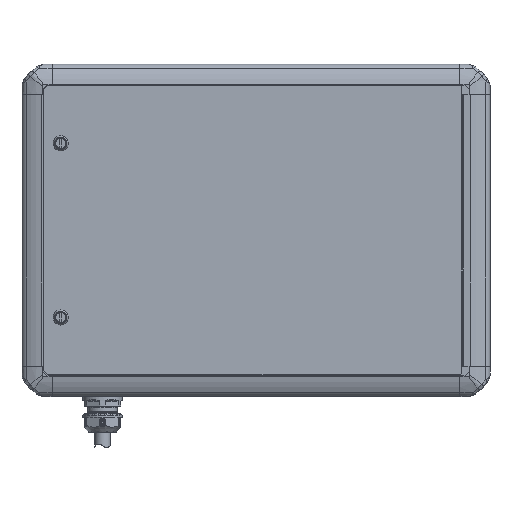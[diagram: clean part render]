
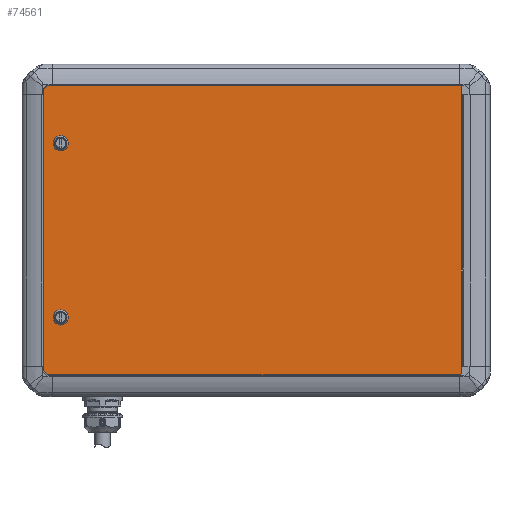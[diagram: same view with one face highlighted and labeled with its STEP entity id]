
A CAD part, top view. The second image highlights one B-rep face of the part: STEP entity #74561.
In plain terms, the highlighted planar face has unit normal (0, 0, 1).
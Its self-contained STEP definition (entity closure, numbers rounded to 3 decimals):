
#1414 = EDGE_CURVE ( 'NONE', #41869, #30988, #108613, .T. ) ;
#1913 = CARTESIAN_POINT ( 'NONE',  ( -203.5, -143.5, 2. ) ) ;
#2096 = ORIENTED_EDGE ( 'NONE', *, *, #87326, .T. ) ;
#2447 = VECTOR ( 'NONE', #46439, 1000. ) ;
#3132 = CARTESIAN_POINT ( 'NONE',  ( 207.5, 143.5, 2. ) ) ;
#5987 = DIRECTION ( 'NONE',  ( 0., 1., 0. ) ) ;
#6926 = EDGE_CURVE ( 'NONE', #33735, #87078, #107599, .T. ) ;
#13513 = CARTESIAN_POINT ( 'NONE',  ( -203.5, 143.5, 2. ) ) ;
#13766 = FACE_BOUND ( 'NONE', #107263, .T. ) ;
#14301 = DIRECTION ( 'NONE',  ( -1., 0., 0. ) ) ;
#16161 = CARTESIAN_POINT ( 'NONE',  ( -207.5, 139.5, 2. ) ) ;
#16468 = LINE ( 'NONE', #66025, #65169 ) ;
#16603 = DIRECTION ( 'NONE',  ( -0.707, -0.707, 0. ) ) ;
#19187 = VERTEX_POINT ( 'NONE', #42833 ) ;
#19787 = AXIS2_PLACEMENT_3D ( 'NONE', #26738, #61206, #85162 ) ;
#20930 = CARTESIAN_POINT ( 'NONE',  ( -190.5, 86.5, 2. ) ) ;
#22476 = ORIENTED_EDGE ( 'NONE', *, *, #80799, .F. ) ;
#23219 = CARTESIAN_POINT ( 'NONE',  ( 206.5, -143.5, 2. ) ) ;
#26738 = CARTESIAN_POINT ( 'NONE',  ( -190.5, -86.5, 2. ) ) ;
#27504 = DIRECTION ( 'NONE',  ( 0., 0., 1. ) ) ;
#27646 = AXIS2_PLACEMENT_3D ( 'NONE', #56635, #90572, #5987 ) ;
#28738 = DIRECTION ( 'NONE',  ( 0., 1., 0. ) ) ;
#30988 = VERTEX_POINT ( 'NONE', #76386 ) ;
#31571 = DIRECTION ( 'NONE',  ( 1., 0., 0. ) ) ;
#32665 = PLANE ( 'NONE',  #70064 ) ;
#32947 = DIRECTION ( 'NONE',  ( 0.707, 0.707, 0. ) ) ;
#33735 = VERTEX_POINT ( 'NONE', #52737 ) ;
#34028 = EDGE_CURVE ( 'NONE', #30988, #98374, #16468, .T. ) ;
#34347 = LINE ( 'NONE', #3132, #35249 ) ;
#34395 = CARTESIAN_POINT ( 'NONE',  ( -349., -2., 2. ) ) ;
#35249 = VECTOR ( 'NONE', #54896, 1000. ) ;
#35307 = VECTOR ( 'NONE', #32947, 1000. ) ;
#36678 = EDGE_CURVE ( 'NONE', #98374, #57136, #69455, .T. ) ;
#36819 = AXIS2_PLACEMENT_3D ( 'NONE', #20930, #71018, #28738 ) ;
#36866 = VECTOR ( 'NONE', #81415, 1000. ) ;
#38636 = ORIENTED_EDGE ( 'NONE', *, *, #1414, .T. ) ;
#39387 = EDGE_LOOP ( 'NONE', ( #22476, #72952 ) ) ;
#39590 = ORIENTED_EDGE ( 'NONE', *, *, #79818, .F. ) ;
#39676 = CARTESIAN_POINT ( 'NONE',  ( 143., 207., 2. ) ) ;
#41389 = EDGE_CURVE ( 'NONE', #48073, #19187, #97871, .T. ) ;
#41869 = VERTEX_POINT ( 'NONE', #76419 ) ;
#42833 = CARTESIAN_POINT ( 'NONE',  ( -190.5, -79., 2. ) ) ;
#46439 = DIRECTION ( 'NONE',  ( 0.707, -0.707, 0. ) ) ;
#48073 = VERTEX_POINT ( 'NONE', #98153 ) ;
#50638 = ORIENTED_EDGE ( 'NONE', *, *, #51818, .T. ) ;
#51224 = VECTOR ( 'NONE', #16603, 1000. ) ;
#51818 = EDGE_CURVE ( 'NONE', #57136, #33735, #56589, .T. ) ;
#52737 = CARTESIAN_POINT ( 'NONE',  ( -207.5, -139.5, 2. ) ) ;
#53423 = CARTESIAN_POINT ( 'NONE',  ( -207.5, -143.5, 2. ) ) ;
#54896 = DIRECTION ( 'NONE',  ( 0., 1., 0. ) ) ;
#55290 = ORIENTED_EDGE ( 'NONE', *, *, #34028, .T. ) ;
#56589 = LINE ( 'NONE', #72185, #97602 ) ;
#56635 = CARTESIAN_POINT ( 'NONE',  ( -190.5, -86.5, 2. ) ) ;
#57136 = VERTEX_POINT ( 'NONE', #16161 ) ;
#58452 = VERTEX_POINT ( 'NONE', #107567 ) ;
#60665 = CARTESIAN_POINT ( 'NONE',  ( 207.5, -142.5, 2. ) ) ;
#60878 = CARTESIAN_POINT ( 'NONE',  ( -190.5, 86.5, 2. ) ) ;
#61206 = DIRECTION ( 'NONE',  ( 0., 0., 1. ) ) ;
#61431 = DIRECTION ( 'NONE',  ( 0., 1., 0. ) ) ;
#63276 = DIRECTION ( 'NONE',  ( 0., -1., 0. ) ) ;
#65169 = VECTOR ( 'NONE', #14301, 1000. ) ;
#66025 = CARTESIAN_POINT ( 'NONE',  ( -207.5, 143.5, 2. ) ) ;
#66587 = CARTESIAN_POINT ( 'NONE',  ( -207.5, -143.5, 2. ) ) ;
#67622 = EDGE_CURVE ( 'NONE', #58452, #82398, #79460, .T. ) ;
#68545 = CIRCLE ( 'NONE', #27646, 7.5 ) ;
#68726 = EDGE_LOOP ( 'NONE', ( #50638, #94540, #2096, #79508, #69576, #38636, #55290, #72566 ) ) ;
#69025 = LINE ( 'NONE', #53423, #103056 ) ;
#69455 = LINE ( 'NONE', #34395, #51224 ) ;
#69576 = ORIENTED_EDGE ( 'NONE', *, *, #83926, .T. ) ;
#70064 = AXIS2_PLACEMENT_3D ( 'NONE', #66587, #100514, #31571 ) ;
#71018 = DIRECTION ( 'NONE',  ( 0., 0., 1. ) ) ;
#71180 = ORIENTED_EDGE ( 'NONE', *, *, #41389, .F. ) ;
#72185 = CARTESIAN_POINT ( 'NONE',  ( -207.5, 143.5, 2. ) ) ;
#72566 = ORIENTED_EDGE ( 'NONE', *, *, #36678, .T. ) ;
#72952 = ORIENTED_EDGE ( 'NONE', *, *, #67622, .F. ) ;
#74561 = ADVANCED_FACE ( 'NONE', ( #107764, #74952, #13766 ), #32665, .T. ) ;
#74952 = FACE_OUTER_BOUND ( 'NONE', #68726, .T. ) ;
#76386 = CARTESIAN_POINT ( 'NONE',  ( 206.5, 143.5, 2. ) ) ;
#76419 = CARTESIAN_POINT ( 'NONE',  ( 207.5, 142.5, 2. ) ) ;
#79460 = CIRCLE ( 'NONE', #36819, 7.5 ) ;
#79508 = ORIENTED_EDGE ( 'NONE', *, *, #107161, .T. ) ;
#79818 = EDGE_CURVE ( 'NONE', #19187, #48073, #68545, .T. ) ;
#80799 = EDGE_CURVE ( 'NONE', #82398, #58452, #82932, .T. ) ;
#81415 = DIRECTION ( 'NONE',  ( -0.707, 0.707, 0. ) ) ;
#82398 = VERTEX_POINT ( 'NONE', #96479 ) ;
#82932 = CIRCLE ( 'NONE', #95374, 7.5 ) ;
#83926 = EDGE_CURVE ( 'NONE', #87198, #41869, #34347, .T. ) ;
#85162 = DIRECTION ( 'NONE',  ( 0., 1., 0. ) ) ;
#87078 = VERTEX_POINT ( 'NONE', #1913 ) ;
#87198 = VERTEX_POINT ( 'NONE', #60665 ) ;
#87326 = EDGE_CURVE ( 'NONE', #87078, #106618, #69025, .T. ) ;
#88727 = CARTESIAN_POINT ( 'NONE',  ( -205.5, -141.5, 2. ) ) ;
#90572 = DIRECTION ( 'NONE',  ( 0., 0., 1. ) ) ;
#94540 = ORIENTED_EDGE ( 'NONE', *, *, #6926, .T. ) ;
#95374 = AXIS2_PLACEMENT_3D ( 'NONE', #60878, #27504, #61431 ) ;
#96479 = CARTESIAN_POINT ( 'NONE',  ( -190.5, 94., 2. ) ) ;
#97602 = VECTOR ( 'NONE', #63276, 1000. ) ;
#97871 = CIRCLE ( 'NONE', #19787, 7.5 ) ;
#98153 = CARTESIAN_POINT ( 'NONE',  ( -190.5, -94., 2. ) ) ;
#98374 = VERTEX_POINT ( 'NONE', #13513 ) ;
#100242 = CARTESIAN_POINT ( 'NONE',  ( -0.5, -350.5, 2. ) ) ;
#100514 = DIRECTION ( 'NONE',  ( 0., 0., 1. ) ) ;
#102932 = DIRECTION ( 'NONE',  ( 1., 0., 0. ) ) ;
#103056 = VECTOR ( 'NONE', #102932, 1000. ) ;
#106618 = VERTEX_POINT ( 'NONE', #23219 ) ;
#107161 = EDGE_CURVE ( 'NONE', #106618, #87198, #108037, .T. ) ;
#107263 = EDGE_LOOP ( 'NONE', ( #39590, #71180 ) ) ;
#107567 = CARTESIAN_POINT ( 'NONE',  ( -190.5, 79., 2. ) ) ;
#107599 = LINE ( 'NONE', #88727, #2447 ) ;
#107764 = FACE_BOUND ( 'NONE', #39387, .T. ) ;
#108037 = LINE ( 'NONE', #100242, #35307 ) ;
#108613 = LINE ( 'NONE', #39676, #36866 ) ;
